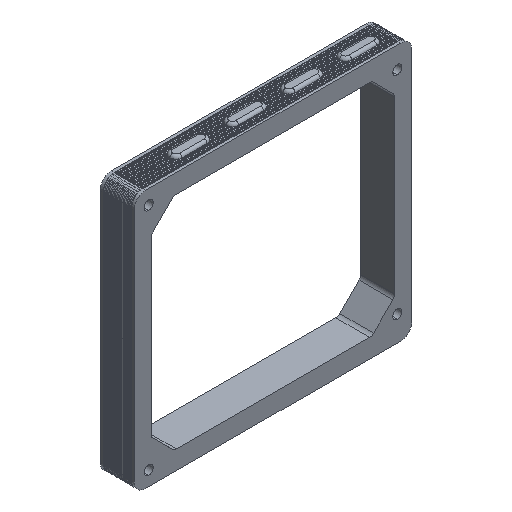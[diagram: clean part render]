
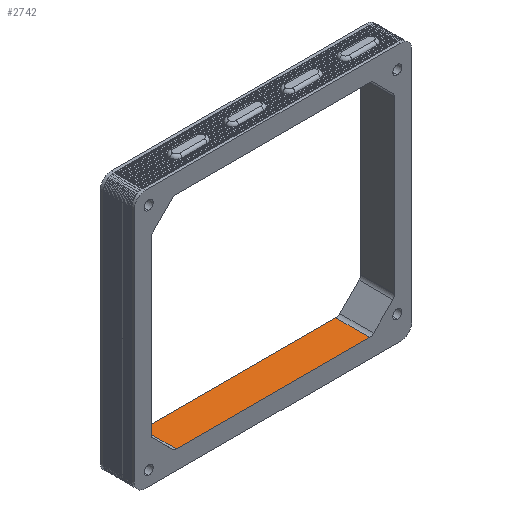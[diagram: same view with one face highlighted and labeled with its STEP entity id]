
A CAD part, isometric view. The second image highlights one B-rep face of the part: STEP entity #2742.
In plain terms, the highlighted planar face has unit normal (0, 0, 1).
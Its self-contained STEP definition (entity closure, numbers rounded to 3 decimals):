
#239 = FACE_OUTER_BOUND ( 'NONE', #19876, .T. ) ;
#531 = EDGE_CURVE ( 'NONE', #5716, #17171, #25156, .T. ) ;
#1481 = CARTESIAN_POINT ( 'NONE',  ( -43., 12., -39. ) ) ;
#1929 = CARTESIAN_POINT ( 'NONE',  ( -43., 0., -39. ) ) ;
#2596 = CARTESIAN_POINT ( 'NONE',  ( 34.172, 12., -39. ) ) ;
#2742 = ADVANCED_FACE ( 'NONE', ( #239 ), #3392, .T. ) ;
#2787 = AXIS2_PLACEMENT_3D ( 'NONE', #10224, #9937, #12062 ) ;
#3301 = ORIENTED_EDGE ( 'NONE', *, *, #6671, .T. ) ;
#3350 = CARTESIAN_POINT ( 'NONE',  ( -34.172, 12., -39. ) ) ;
#3392 = PLANE ( 'NONE',  #2787 ) ;
#3871 = LINE ( 'NONE', #2596, #11797 ) ;
#5716 = VERTEX_POINT ( 'NONE', #28393 ) ;
#6553 = LINE ( 'NONE', #1481, #7234 ) ;
#6671 = EDGE_CURVE ( 'NONE', #21476, #17171, #19511, .T. ) ;
#7234 = VECTOR ( 'NONE', #10306, 1000. ) ;
#9229 = CARTESIAN_POINT ( 'NONE',  ( -34.172, 0., -39. ) ) ;
#9487 = DIRECTION ( 'NONE',  ( 0., 1., 0. ) ) ;
#9544 = ORIENTED_EDGE ( 'NONE', *, *, #27881, .T. ) ;
#9937 = DIRECTION ( 'NONE',  ( 0., 0., 1. ) ) ;
#10224 = CARTESIAN_POINT ( 'NONE',  ( -43., 12., -39. ) ) ;
#10306 = DIRECTION ( 'NONE',  ( -1., 0., 0. ) ) ;
#11797 = VECTOR ( 'NONE', #9487, 1000. ) ;
#12062 = DIRECTION ( 'NONE',  ( 1., 0., 0. ) ) ;
#12636 = EDGE_CURVE ( 'NONE', #5716, #22610, #3871, .T. ) ;
#13618 = VECTOR ( 'NONE', #13954, 1000. ) ;
#13954 = DIRECTION ( 'NONE',  ( 0., -1., 0. ) ) ;
#14514 = VECTOR ( 'NONE', #17314, 1000. ) ;
#16726 = ORIENTED_EDGE ( 'NONE', *, *, #531, .F. ) ;
#17171 = VERTEX_POINT ( 'NONE', #9229 ) ;
#17314 = DIRECTION ( 'NONE',  ( -1., 0., 0. ) ) ;
#19511 = LINE ( 'NONE', #3350, #13618 ) ;
#19876 = EDGE_LOOP ( 'NONE', ( #16726, #21920, #9544, #3301 ) ) ;
#21476 = VERTEX_POINT ( 'NONE', #28506 ) ;
#21920 = ORIENTED_EDGE ( 'NONE', *, *, #12636, .T. ) ;
#22610 = VERTEX_POINT ( 'NONE', #24431 ) ;
#24431 = CARTESIAN_POINT ( 'NONE',  ( 34.172, 12., -39. ) ) ;
#25156 = LINE ( 'NONE', #1929, #14514 ) ;
#27881 = EDGE_CURVE ( 'NONE', #22610, #21476, #6553, .T. ) ;
#28393 = CARTESIAN_POINT ( 'NONE',  ( 34.172, 0., -39. ) ) ;
#28506 = CARTESIAN_POINT ( 'NONE',  ( -34.172, 12., -39. ) ) ;
